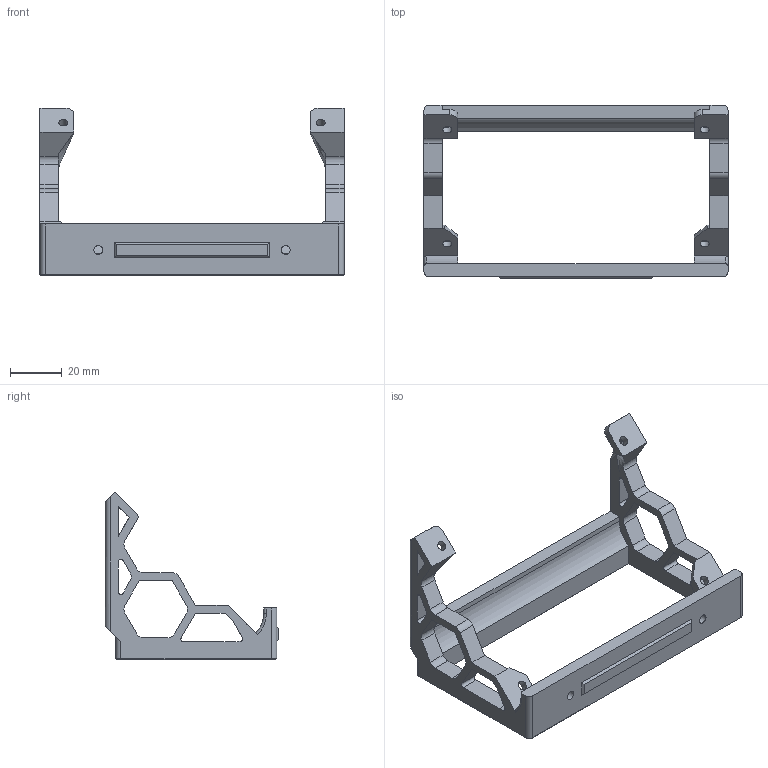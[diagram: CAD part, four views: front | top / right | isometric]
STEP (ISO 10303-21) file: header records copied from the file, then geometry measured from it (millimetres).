
FILE_DESCRIPTION(/* description */ (''),/* implementation_level */ '2;1');
FILE_NAME(/* name */ 'PITFT50_45_degree_mount.step',/* time_stamp */ '2022-04-05T19:16:55-05:00',/* author */ (''),/* organization */ (''),/* preprocessor_version */ 'ST-DEVELOPER v18.1',/* originating_system */ 'Autodesk Translation Framework v10.13.0.1454',/* authorisation */ '');
FILE_SCHEMA (('AUTOMOTIVE_DESIGN { 1 0 10303 214 3 1 1 }'));
Length unit declared in the file: millimetre
Products named in the file (1): pitft50 mount
Bounding box: 117 x 66.8 x 64.6 mm (x, y, z)
Volume: 41070.5 mm3; surface area: 22314.2 mm2
Topology: 1 solids, 1 shells, 158 faces, 448 edges, 290 vertices
Faces by surface type: plane 95, cylinder 49, cone 8, bspline 4, torus 2
Full cylindrical faces by diameter (mm): 3.5 x6, 6 x2
Entity records: 5251 total; most frequent: CARTESIAN_POINT 995, ORIENTED_EDGE 896, DIRECTION 860, EDGE_CURVE 448, LINE 326, VECTOR 326, VERTEX_POINT 290, AXIS2_PLACEMENT_3D 267
